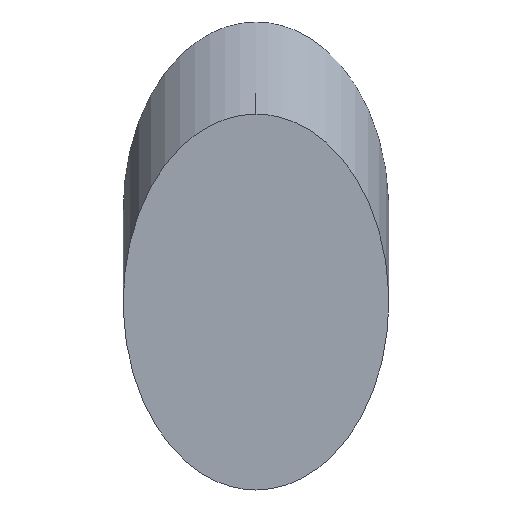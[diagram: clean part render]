
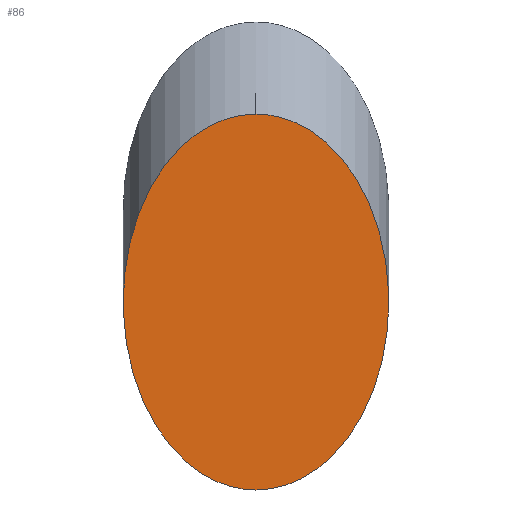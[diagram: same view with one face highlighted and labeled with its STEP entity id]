
A CAD part, top view. The second image highlights one B-rep face of the part: STEP entity #86.
In plain terms, the highlighted planar face has unit normal (0, 0, 1).
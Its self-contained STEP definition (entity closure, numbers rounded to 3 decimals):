
#1 = EDGE_LOOP ( 'NONE', ( #144, #96 ) ) ;
#16 =( BOUNDED_CURVE ( )  B_SPLINE_CURVE ( 3, ( #78, #102, #146, #98 ),
 .UNSPECIFIED., .F., .T. ) 
 B_SPLINE_CURVE_WITH_KNOTS ( ( 4, 4 ),
 ( 3.142, 6.283 ),
 .UNSPECIFIED. ) 
 CURVE ( )  GEOMETRIC_REPRESENTATION_ITEM ( )  RATIONAL_B_SPLINE_CURVE ( ( 1., 0.333, 0.333, 1. ) ) 
 REPRESENTATION_ITEM ( '' )  );
#25 = VERTEX_POINT ( 'NONE', #65 ) ;
#31 = CARTESIAN_POINT ( 'NONE',  ( 54.392, 61.249, 0. ) ) ;
#33 = CARTESIAN_POINT ( 'NONE',  ( 18.392, 61.249, 0. ) ) ;
#45 = CARTESIAN_POINT ( 'NONE',  ( 54.392, 10.329, 0. ) ) ;
#60 = AXIS2_PLACEMENT_3D ( 'NONE', #75, #148, #115 ) ;
#62 = EDGE_CURVE ( 'NONE', #112, #25, #16, .T. ) ;
#65 = CARTESIAN_POINT ( 'NONE',  ( 54.392, 61.249, 0. ) ) ;
#75 = CARTESIAN_POINT ( 'NONE',  ( 54.392, 35.789, 0. ) ) ;
#77 = PLANE ( 'NONE',  #60 ) ;
#78 = CARTESIAN_POINT ( 'NONE',  ( 54.392, 10.329, 0. ) ) ;
#85 = CARTESIAN_POINT ( 'NONE',  ( 18.392, 10.329, 0. ) ) ;
#86 = ADVANCED_FACE ( 'NONE', ( #125 ), #77, .T. ) ;
#87 =( BOUNDED_CURVE ( )  B_SPLINE_CURVE ( 3, ( #31, #33, #85, #45 ),
 .UNSPECIFIED., .F., .F. ) 
 B_SPLINE_CURVE_WITH_KNOTS ( ( 4, 4 ),
 ( 0., 3.142 ),
 .UNSPECIFIED. ) 
 CURVE ( )  GEOMETRIC_REPRESENTATION_ITEM ( )  RATIONAL_B_SPLINE_CURVE ( ( 1., 0.333, 0.333, 1. ) ) 
 REPRESENTATION_ITEM ( '' )  );
#96 = ORIENTED_EDGE ( 'NONE', *, *, #62, .T. ) ;
#98 = CARTESIAN_POINT ( 'NONE',  ( 54.392, 61.249, 0. ) ) ;
#102 = CARTESIAN_POINT ( 'NONE',  ( 90.392, 10.329, 0. ) ) ;
#108 = EDGE_CURVE ( 'NONE', #25, #112, #87, .T. ) ;
#112 = VERTEX_POINT ( 'NONE', #114 ) ;
#114 = CARTESIAN_POINT ( 'NONE',  ( 54.392, 10.329, 0. ) ) ;
#115 = DIRECTION ( 'NONE',  ( 1., 0., 0. ) ) ;
#125 = FACE_OUTER_BOUND ( 'NONE', #1, .T. ) ;
#144 = ORIENTED_EDGE ( 'NONE', *, *, #108, .T. ) ;
#146 = CARTESIAN_POINT ( 'NONE',  ( 90.392, 61.249, 0. ) ) ;
#148 = DIRECTION ( 'NONE',  ( 0., 0., 1. ) ) ;
